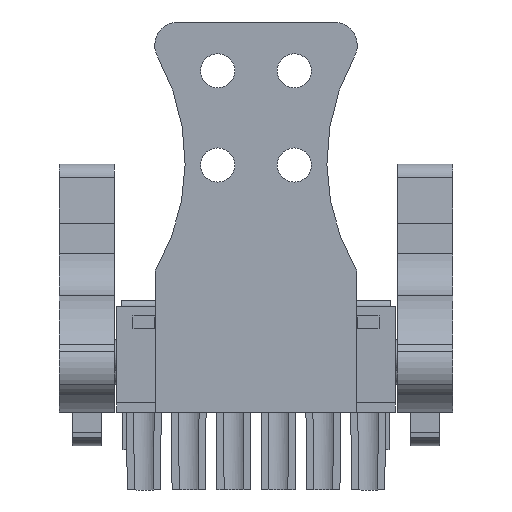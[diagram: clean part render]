
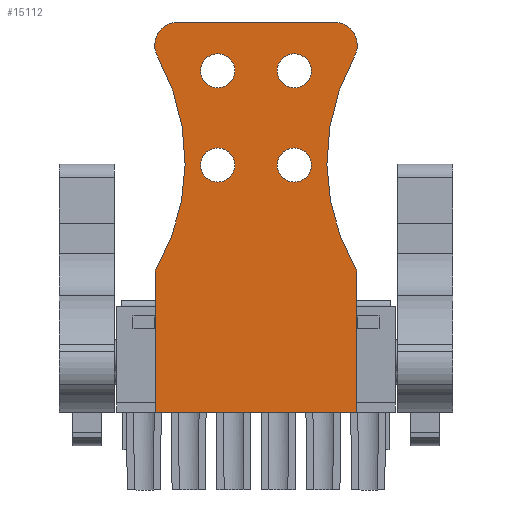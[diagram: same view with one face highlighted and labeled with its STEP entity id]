
A CAD part, front view. The second image highlights one B-rep face of the part: STEP entity #15112.
In plain terms, the highlighted planar face has unit normal (0, -1, 0).
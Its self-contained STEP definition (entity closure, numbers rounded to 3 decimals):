
#14778=AXIS2_PLACEMENT_3D('Circle Axis2P3D',#14776,#14777,$) ;
#14802=AXIS2_PLACEMENT_3D('Circle Axis2P3D',#14800,#14801,$) ;
#14850=AXIS2_PLACEMENT_3D('Circle Axis2P3D',#14848,#14849,$) ;
#14874=AXIS2_PLACEMENT_3D('Circle Axis2P3D',#14872,#14873,$) ;
#14898=AXIS2_PLACEMENT_3D('Circle Axis2P3D',#14896,#14897,$) ;
#14922=AXIS2_PLACEMENT_3D('Circle Axis2P3D',#14920,#14921,$) ;
#14946=AXIS2_PLACEMENT_3D('Circle Axis2P3D',#14944,#14945,$) ;
#14970=AXIS2_PLACEMENT_3D('Circle Axis2P3D',#14968,#14969,$) ;
#14994=AXIS2_PLACEMENT_3D('Circle Axis2P3D',#14992,#14993,$) ;
#15018=AXIS2_PLACEMENT_3D('Circle Axis2P3D',#15016,#15017,$) ;
#15042=AXIS2_PLACEMENT_3D('Circle Axis2P3D',#15040,#15041,$) ;
#15066=AXIS2_PLACEMENT_3D('Circle Axis2P3D',#15064,#15065,$) ;
#15079=AXIS2_PLACEMENT_3D('Plane Axis2P3D',#15076,#15077,#15078) ;
#14651=CARTESIAN_POINT('Vertex',(25.285,0.,18.601)) ;
#14654=CARTESIAN_POINT('Line Origine',(25.285,0.,12.6)) ;
#14658=CARTESIAN_POINT('Vertex',(25.285,0.,6.6)) ;
#14740=CARTESIAN_POINT('Vertex',(8.165,0.,6.6)) ;
#14743=CARTESIAN_POINT('Line Origine',(8.165,0.,12.6)) ;
#14747=CARTESIAN_POINT('Vertex',(8.165,0.,18.601)) ;
#14776=CARTESIAN_POINT('Axis2P3D Location',(-7.49,0.,27.873)) ;
#14780=CARTESIAN_POINT('Vertex',(8.381,0.,36.772)) ;
#14800=CARTESIAN_POINT('Axis2P3D Location',(10.125,0.,37.75)) ;
#14804=CARTESIAN_POINT('Vertex',(10.125,0.,39.75)) ;
#14824=CARTESIAN_POINT('Line Origine',(16.725,0.,39.75)) ;
#14828=CARTESIAN_POINT('Vertex',(23.325,0.,39.75)) ;
#14848=CARTESIAN_POINT('Axis2P3D Location',(23.325,0.,37.75)) ;
#14852=CARTESIAN_POINT('Vertex',(25.069,0.,36.772)) ;
#14872=CARTESIAN_POINT('Axis2P3D Location',(40.94,0.,27.873)) ;
#14893=CARTESIAN_POINT('Vertex',(14.925,0.,27.6)) ;
#14896=CARTESIAN_POINT('Axis2P3D Location',(13.475,0.,27.6)) ;
#14900=CARTESIAN_POINT('Vertex',(12.025,0.,27.6)) ;
#14920=CARTESIAN_POINT('Axis2P3D Location',(13.475,0.,27.6)) ;
#14941=CARTESIAN_POINT('Vertex',(12.025,0.,35.6)) ;
#14944=CARTESIAN_POINT('Axis2P3D Location',(13.475,0.,35.6)) ;
#14948=CARTESIAN_POINT('Vertex',(14.925,0.,35.6)) ;
#14968=CARTESIAN_POINT('Axis2P3D Location',(13.475,0.,35.6)) ;
#14989=CARTESIAN_POINT('Vertex',(18.525,0.,27.6)) ;
#14992=CARTESIAN_POINT('Axis2P3D Location',(19.975,0.,27.6)) ;
#14996=CARTESIAN_POINT('Vertex',(21.425,0.,27.6)) ;
#15016=CARTESIAN_POINT('Axis2P3D Location',(19.975,0.,27.6)) ;
#15037=CARTESIAN_POINT('Vertex',(18.525,0.,35.6)) ;
#15040=CARTESIAN_POINT('Axis2P3D Location',(19.975,0.,35.6)) ;
#15044=CARTESIAN_POINT('Vertex',(21.425,0.,35.6)) ;
#15064=CARTESIAN_POINT('Axis2P3D Location',(19.975,0.,35.6)) ;
#15076=CARTESIAN_POINT('Axis2P3D Location',(1.09,0.,-2.35)) ;
#15081=CARTESIAN_POINT('Line Origine',(16.725,0.,6.6)) ;
#14655=DIRECTION('Vector Direction',(0.,0.,-1.)) ;
#14744=DIRECTION('Vector Direction',(0.,0.,1.)) ;
#14777=DIRECTION('Axis2P3D Direction',(0.,1.,-0.)) ;
#14801=DIRECTION('Axis2P3D Direction',(0.,1.,0.)) ;
#14825=DIRECTION('Vector Direction',(-1.,0.,0.)) ;
#14849=DIRECTION('Axis2P3D Direction',(0.,1.,-0.)) ;
#14873=DIRECTION('Axis2P3D Direction',(0.,1.,0.)) ;
#14897=DIRECTION('Axis2P3D Direction',(0.,1.,0.)) ;
#14921=DIRECTION('Axis2P3D Direction',(0.,1.,0.)) ;
#14945=DIRECTION('Axis2P3D Direction',(0.,1.,-0.)) ;
#14969=DIRECTION('Axis2P3D Direction',(0.,1.,-0.)) ;
#14993=DIRECTION('Axis2P3D Direction',(0.,1.,0.)) ;
#15017=DIRECTION('Axis2P3D Direction',(0.,1.,-0.)) ;
#15041=DIRECTION('Axis2P3D Direction',(0.,1.,0.)) ;
#15065=DIRECTION('Axis2P3D Direction',(0.,1.,-0.)) ;
#15077=DIRECTION('Axis2P3D Direction',(0.,1.,-0.)) ;
#15078=DIRECTION('Axis2P3D XDirection',(-1.,0.,0.)) ;
#15082=DIRECTION('Vector Direction',(1.,0.,0.)) ;
#14656=VECTOR('Line Direction',#14655,1.) ;
#14745=VECTOR('Line Direction',#14744,1.) ;
#14826=VECTOR('Line Direction',#14825,1.) ;
#15083=VECTOR('Line Direction',#15082,1.) ;
#15087=ORIENTED_EDGE('',*,*,#14876,.F.) ;
#15088=ORIENTED_EDGE('',*,*,#14854,.F.) ;
#15089=ORIENTED_EDGE('',*,*,#14830,.F.) ;
#15090=ORIENTED_EDGE('',*,*,#14806,.F.) ;
#15091=ORIENTED_EDGE('',*,*,#14782,.F.) ;
#15092=ORIENTED_EDGE('',*,*,#14749,.F.) ;
#15093=ORIENTED_EDGE('',*,*,#15085,.F.) ;
#15094=ORIENTED_EDGE('',*,*,#14660,.F.) ;
#15097=ORIENTED_EDGE('',*,*,#14924,.T.) ;
#15098=ORIENTED_EDGE('',*,*,#14902,.T.) ;
#15101=ORIENTED_EDGE('',*,*,#14972,.T.) ;
#15102=ORIENTED_EDGE('',*,*,#14950,.T.) ;
#15105=ORIENTED_EDGE('',*,*,#15020,.T.) ;
#15106=ORIENTED_EDGE('',*,*,#14998,.T.) ;
#15109=ORIENTED_EDGE('',*,*,#15068,.T.) ;
#15110=ORIENTED_EDGE('',*,*,#15046,.T.) ;
#15099=FACE_BOUND('',#15096,.T.) ;
#15103=FACE_BOUND('',#15100,.T.) ;
#15107=FACE_BOUND('',#15104,.T.) ;
#15111=FACE_BOUND('',#15108,.T.) ;
#15112=ADVANCED_FACE('Strain relief',(#15095,#15099,#15103,#15107,#15111),#15080,.F.) ;
#14779=CIRCLE('generated circle',#14778,18.195) ;
#14803=CIRCLE('generated circle',#14802,2.) ;
#14851=CIRCLE('generated circle',#14850,2.) ;
#14875=CIRCLE('generated circle',#14874,18.195) ;
#14899=CIRCLE('generated circle',#14898,1.45) ;
#14923=CIRCLE('generated circle',#14922,1.45) ;
#14947=CIRCLE('generated circle',#14946,1.45) ;
#14971=CIRCLE('generated circle',#14970,1.45) ;
#14995=CIRCLE('generated circle',#14994,1.45) ;
#15019=CIRCLE('generated circle',#15018,1.45) ;
#15043=CIRCLE('generated circle',#15042,1.45) ;
#15067=CIRCLE('generated circle',#15066,1.45) ;
#14660=EDGE_CURVE('',#14652,#14659,#14657,.T.) ;
#14749=EDGE_CURVE('',#14741,#14748,#14746,.T.) ;
#14782=EDGE_CURVE('',#14748,#14781,#14779,.F.) ;
#14806=EDGE_CURVE('',#14781,#14805,#14803,.T.) ;
#14830=EDGE_CURVE('',#14805,#14829,#14827,.F.) ;
#14854=EDGE_CURVE('',#14829,#14853,#14851,.T.) ;
#14876=EDGE_CURVE('',#14853,#14652,#14875,.F.) ;
#14902=EDGE_CURVE('',#14901,#14894,#14899,.T.) ;
#14924=EDGE_CURVE('',#14894,#14901,#14923,.T.) ;
#14950=EDGE_CURVE('',#14949,#14942,#14947,.T.) ;
#14972=EDGE_CURVE('',#14942,#14949,#14971,.T.) ;
#14998=EDGE_CURVE('',#14997,#14990,#14995,.T.) ;
#15020=EDGE_CURVE('',#14990,#14997,#15019,.T.) ;
#15046=EDGE_CURVE('',#15045,#15038,#15043,.T.) ;
#15068=EDGE_CURVE('',#15038,#15045,#15067,.T.) ;
#15085=EDGE_CURVE('',#14659,#14741,#15084,.F.) ;
#15086=EDGE_LOOP('',(#15087,#15088,#15089,#15090,#15091,#15092,#15093,#15094)) ;
#15096=EDGE_LOOP('',(#15097,#15098)) ;
#15100=EDGE_LOOP('',(#15101,#15102)) ;
#15104=EDGE_LOOP('',(#15105,#15106)) ;
#15108=EDGE_LOOP('',(#15109,#15110)) ;
#15095=FACE_OUTER_BOUND('',#15086,.T.) ;
#14657=LINE('Line',#14654,#14656) ;
#14746=LINE('Line',#14743,#14745) ;
#14827=LINE('Line',#14824,#14826) ;
#15084=LINE('Line',#15081,#15083) ;
#15080=PLANE('',#15079) ;
#14652=VERTEX_POINT('',#14651) ;
#14659=VERTEX_POINT('',#14658) ;
#14741=VERTEX_POINT('',#14740) ;
#14748=VERTEX_POINT('',#14747) ;
#14781=VERTEX_POINT('',#14780) ;
#14805=VERTEX_POINT('',#14804) ;
#14829=VERTEX_POINT('',#14828) ;
#14853=VERTEX_POINT('',#14852) ;
#14894=VERTEX_POINT('',#14893) ;
#14901=VERTEX_POINT('',#14900) ;
#14942=VERTEX_POINT('',#14941) ;
#14949=VERTEX_POINT('',#14948) ;
#14990=VERTEX_POINT('',#14989) ;
#14997=VERTEX_POINT('',#14996) ;
#15038=VERTEX_POINT('',#15037) ;
#15045=VERTEX_POINT('',#15044) ;
